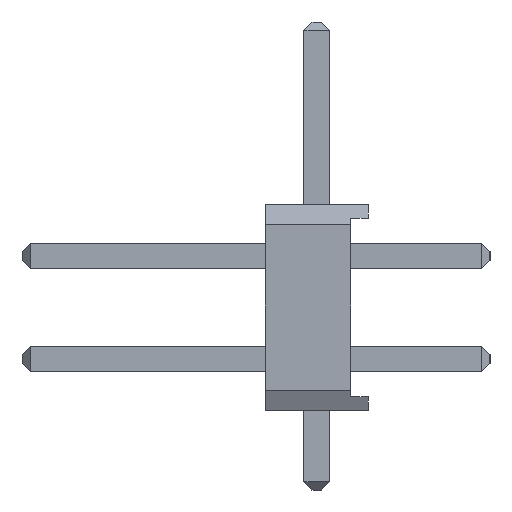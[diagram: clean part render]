
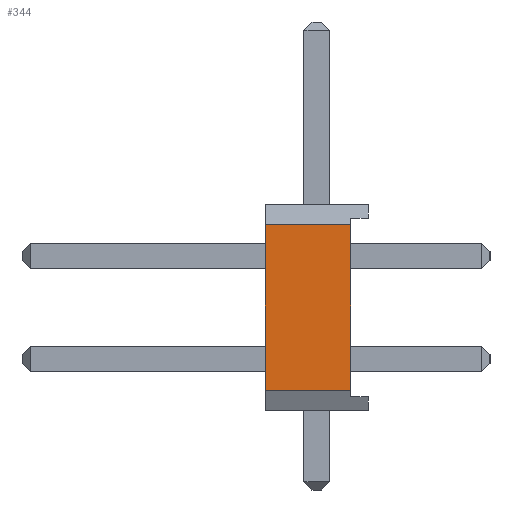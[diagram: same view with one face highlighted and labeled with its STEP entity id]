
A CAD part, left-side view. The second image highlights one B-rep face of the part: STEP entity #344.
In plain terms, the highlighted planar face has unit normal (-1, 0, 0).
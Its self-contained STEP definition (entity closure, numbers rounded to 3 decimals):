
#344 = ADVANCED_FACE( '', ( #921 ), #922, .T. );
#921 = FACE_OUTER_BOUND( '', #1731, .T. );
#922 = PLANE( '', #1732 );
#1731 = EDGE_LOOP( '', ( #2905, #2906, #2907, #2908 ) );
#1732 = AXIS2_PLACEMENT_3D( '', #2909, #2910, #2911 );
#2905 = ORIENTED_EDGE( '', *, *, #5055, .F. );
#2906 = ORIENTED_EDGE( '', *, *, #5056, .T. );
#2907 = ORIENTED_EDGE( '', *, *, #5057, .T. );
#2908 = ORIENTED_EDGE( '', *, *, #4876, .T. );
#2909 = CARTESIAN_POINT( '', ( -15.24, 0., 0. ) );
#2910 = DIRECTION( '', ( -1., 0., 0. ) );
#2911 = DIRECTION( '', ( 0., 0., 1. ) );
#4876 = EDGE_CURVE( '', #5926, #5924, #5927, .T. );
#5055 = EDGE_CURVE( '', #6236, #5924, #6237, .T. );
#5056 = EDGE_CURVE( '', #6236, #6238, #6239, .T. );
#5057 = EDGE_CURVE( '', #6238, #5926, #6240, .T. );
#5924 = VERTEX_POINT( '', #7434 );
#5926 = VERTEX_POINT( '', #7437 );
#5927 = LINE( '', #7438, #7439 );
#6236 = VERTEX_POINT( '', #7902 );
#6237 = LINE( '', #7903, #7904 );
#6238 = VERTEX_POINT( '', #7905 );
#6239 = LINE( '', #7906, #7907 );
#6240 = LINE( '', #7908, #7909 );
#7434 = CARTESIAN_POINT( '', ( -15.24, 1.27, -3.31 ) );
#7437 = CARTESIAN_POINT( '', ( -15.24, 1.27, 0.77 ) );
#7438 = CARTESIAN_POINT( '', ( -15.24, 1.27, 1.27 ) );
#7439 = VECTOR( '', #9195, 1000. );
#7902 = CARTESIAN_POINT( '', ( -15.24, -0.832, -3.31 ) );
#7903 = CARTESIAN_POINT( '', ( -15.24, 0., -3.31 ) );
#7904 = VECTOR( '', #9350, 1000. );
#7905 = CARTESIAN_POINT( '', ( -15.24, -0.832, 0.77 ) );
#7906 = CARTESIAN_POINT( '', ( -15.24, -0.832, 0. ) );
#7907 = VECTOR( '', #9351, 1000. );
#7908 = CARTESIAN_POINT( '', ( -15.24, 0., 0.77 ) );
#7909 = VECTOR( '', #9352, 1000. );
#9195 = DIRECTION( '', ( 0., 0., -1. ) );
#9350 = DIRECTION( '', ( 0., 1., 0. ) );
#9351 = DIRECTION( '', ( 0., 0., 1. ) );
#9352 = DIRECTION( '', ( 0., 1., 0. ) );
